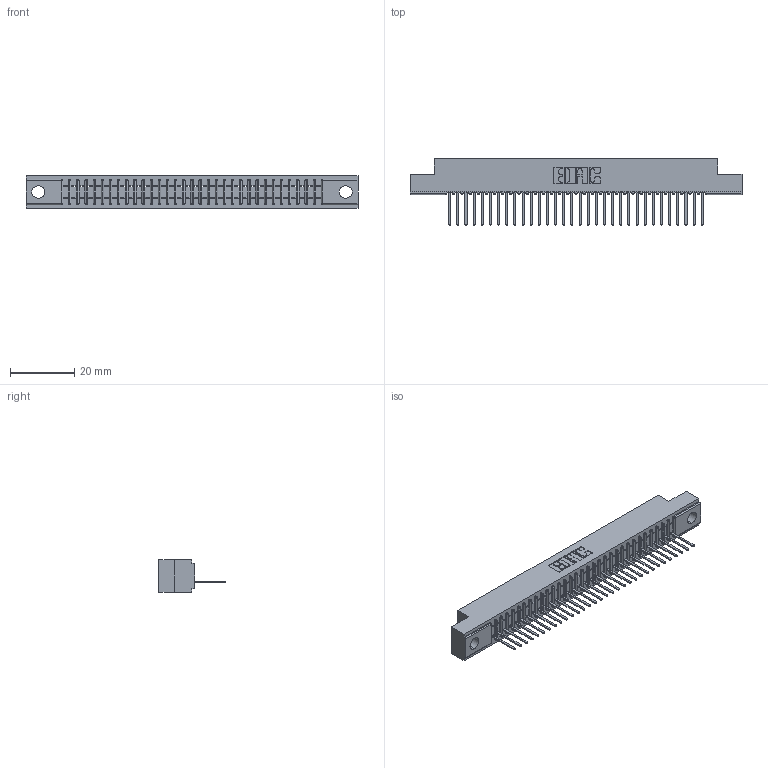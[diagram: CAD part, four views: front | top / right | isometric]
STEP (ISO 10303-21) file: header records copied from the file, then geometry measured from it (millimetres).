
FILE_DESCRIPTION (( 'STEP AP203' ), '1' );
FILE_NAME ('341-032-522-104.STEP', '2018-08-06T20:55:11', ( '' ), ( '' ), 'SwSTEP 2.0', 'SolidWorks 2016', '' );
FILE_SCHEMA (( 'CONFIG_CONTROL_DESIGN' ));
Length unit declared in the file: inch
Products named in the file (3): 341-032-522-104; 341 Part_.156 (3.96) Dia Mounting Holes; 341-292-001_341-292-122
Assembly tree (33 placements, depth 2):
  341-032-522-104
    341 Part_.156 (3.96) Dia Mounting Holes
    341-292-001_341-292-122  x32
Bounding box: 103.5 x 20.62 x 10.16 mm (x, y, z)
Volume: 7343.4 mm3; surface area: 11299.3 mm2
Topology: 33 solids, 33 shells, 2754 faces, 7936 edges, 5094 vertices
Faces by surface type: plane 1714, cylinder 912, sphere 66, torus 62
Entity records: 39453 total; most frequent: CARTESIAN_POINT 6702, ORIENTED_EDGE 6688, DIRECTION 6470, EDGE_CURVE 3344, VECTOR 2698, LINE 2698, VERTEX_POINT 2118, AXIS2_PLACEMENT_3D 1886
